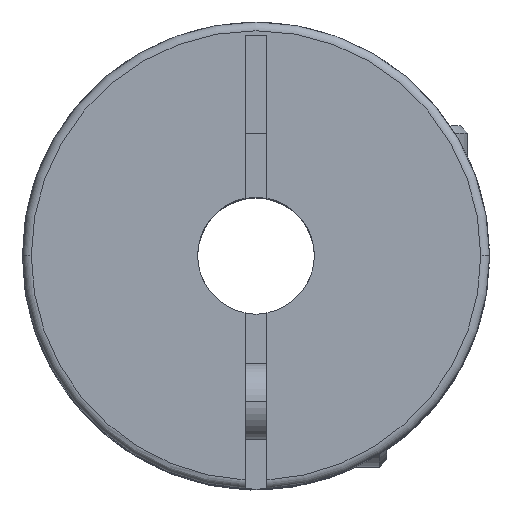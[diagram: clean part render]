
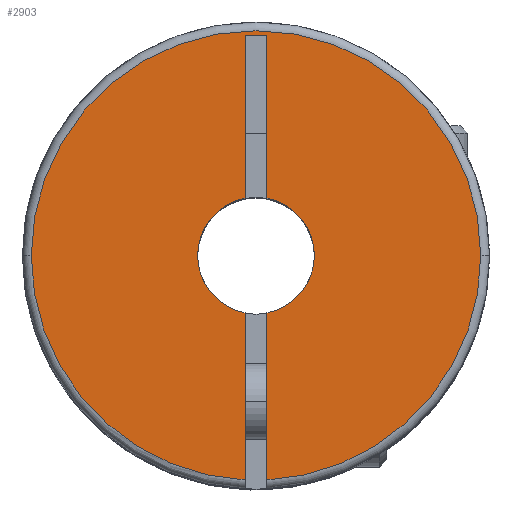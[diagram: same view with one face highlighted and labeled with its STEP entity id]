
A CAD part, top view. The second image highlights one B-rep face of the part: STEP entity #2903.
In plain terms, the highlighted planar face has unit normal (0, 0, 1).
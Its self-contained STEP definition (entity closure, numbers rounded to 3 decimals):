
#72 = DIRECTION ( 'NONE',  ( 0., 0., -1. ) ) ;
#73 = VERTEX_POINT ( 'NONE', #1310 ) ;
#99 = DIRECTION ( 'NONE',  ( -1., 0., 0. ) ) ;
#163 = ORIENTED_EDGE ( 'NONE', *, *, #869, .T. ) ;
#166 = ORIENTED_EDGE ( 'NONE', *, *, #2606, .F. ) ;
#241 = EDGE_CURVE ( 'NONE', #1795, #624, #1525, .T. ) ;
#406 = VERTEX_POINT ( 'NONE', #3326 ) ;
#462 = DIRECTION ( 'NONE',  ( -1., 0., 0. ) ) ;
#508 = ORIENTED_EDGE ( 'NONE', *, *, #2274, .F. ) ;
#565 = CIRCLE ( 'NONE', #2751, 7.7 ) ;
#624 = VERTEX_POINT ( 'NONE', #2341 ) ;
#664 = DIRECTION ( 'NONE',  ( -1., 0., 0. ) ) ;
#687 = VECTOR ( 'NONE', #1092, 1000. ) ;
#712 = DIRECTION ( 'NONE',  ( -1., 0., 0. ) ) ;
#725 = CARTESIAN_POINT ( 'NONE',  ( -0.375, 7.55, 0. ) ) ;
#784 = CARTESIAN_POINT ( 'NONE',  ( 0.375, 7.55, 0. ) ) ;
#838 = DIRECTION ( 'NONE',  ( -1., 0., 0. ) ) ;
#846 = VERTEX_POINT ( 'NONE', #1096 ) ;
#869 = EDGE_CURVE ( 'NONE', #1795, #73, #1732, .T. ) ;
#906 = ORIENTED_EDGE ( 'NONE', *, *, #2450, .F. ) ;
#981 = LINE ( 'NONE', #725, #1168 ) ;
#1092 = DIRECTION ( 'NONE',  ( -1., 0., 0. ) ) ;
#1096 = CARTESIAN_POINT ( 'NONE',  ( 0.375, -7.691, 0. ) ) ;
#1129 = AXIS2_PLACEMENT_3D ( 'NONE', #3167, #1654, #2520 ) ;
#1143 = FACE_OUTER_BOUND ( 'NONE', #2645, .T. ) ;
#1168 = VECTOR ( 'NONE', #3349, 1000. ) ;
#1232 = EDGE_CURVE ( 'NONE', #846, #73, #3590, .T. ) ;
#1245 = AXIS2_PLACEMENT_3D ( 'NONE', #1756, #3848, #838 ) ;
#1310 = CARTESIAN_POINT ( 'NONE',  ( 0.375, -1.965, 0. ) ) ;
#1315 = DIRECTION ( 'NONE',  ( 0., 0., -1. ) ) ;
#1320 = CARTESIAN_POINT ( 'NONE',  ( -7.7, 0., 0. ) ) ;
#1322 = AXIS2_PLACEMENT_3D ( 'NONE', #3623, #72, #664 ) ;
#1371 = ORIENTED_EDGE ( 'NONE', *, *, #3328, .T. ) ;
#1439 = EDGE_CURVE ( 'NONE', #1748, #2890, #3307, .T. ) ;
#1471 = CARTESIAN_POINT ( 'NONE',  ( -0.375, -1.965, 0. ) ) ;
#1481 = VECTOR ( 'NONE', #2049, 1000. ) ;
#1487 = AXIS2_PLACEMENT_3D ( 'NONE', #3083, #2137, #712 ) ;
#1505 = DIRECTION ( 'NONE',  ( 0., 1., 0. ) ) ;
#1525 = LINE ( 'NONE', #3566, #1481 ) ;
#1627 = ORIENTED_EDGE ( 'NONE', *, *, #1232, .F. ) ;
#1654 = DIRECTION ( 'NONE',  ( 0., 0., -1. ) ) ;
#1684 = CARTESIAN_POINT ( 'NONE',  ( 0., 0., 0. ) ) ;
#1732 = CIRCLE ( 'NONE', #2366, 2. ) ;
#1748 = VERTEX_POINT ( 'NONE', #3642 ) ;
#1756 = CARTESIAN_POINT ( 'NONE',  ( 0., 0., 0. ) ) ;
#1795 = VERTEX_POINT ( 'NONE', #3718 ) ;
#1833 = ORIENTED_EDGE ( 'NONE', *, *, #1439, .F. ) ;
#1987 = VECTOR ( 'NONE', #1505, 1000. ) ;
#2049 = DIRECTION ( 'NONE',  ( 0., 1., 0. ) ) ;
#2083 = CARTESIAN_POINT ( 'NONE',  ( -2., 0., 0. ) ) ;
#2111 = PLANE ( 'NONE',  #3452 ) ;
#2120 = VECTOR ( 'NONE', #3019, 1000. ) ;
#2121 = VERTEX_POINT ( 'NONE', #2083 ) ;
#2137 = DIRECTION ( 'NONE',  ( 0., 0., -1. ) ) ;
#2167 = VERTEX_POINT ( 'NONE', #3102 ) ;
#2238 = CIRCLE ( 'NONE', #1245, 7.7 ) ;
#2274 = EDGE_CURVE ( 'NONE', #624, #1748, #3433, .T. ) ;
#2341 = CARTESIAN_POINT ( 'NONE',  ( 0.375, 7.55, 0. ) ) ;
#2366 = AXIS2_PLACEMENT_3D ( 'NONE', #1684, #1315, #462 ) ;
#2371 = ORIENTED_EDGE ( 'NONE', *, *, #2677, .F. ) ;
#2385 = CARTESIAN_POINT ( 'NONE',  ( -0.375, 1.965, 0. ) ) ;
#2450 = EDGE_CURVE ( 'NONE', #406, #846, #2238, .T. ) ;
#2452 = CIRCLE ( 'NONE', #1129, 2. ) ;
#2501 = CARTESIAN_POINT ( 'NONE',  ( 0., 0., 0. ) ) ;
#2520 = DIRECTION ( 'NONE',  ( -1., 0., 0. ) ) ;
#2585 = EDGE_CURVE ( 'NONE', #2167, #3035, #565, .T. ) ;
#2606 = EDGE_CURVE ( 'NONE', #3811, #2167, #981, .T. ) ;
#2645 = EDGE_LOOP ( 'NONE', ( #3717, #166, #1371, #3845, #1833, #508, #3205, #163, #1627, #906, #2371 ) ) ;
#2673 = DIRECTION ( 'NONE',  ( 0., -1., 0. ) ) ;
#2677 = EDGE_CURVE ( 'NONE', #3035, #406, #3175, .T. ) ;
#2741 = CARTESIAN_POINT ( 'NONE',  ( -0.375, 7.55, 0. ) ) ;
#2751 = AXIS2_PLACEMENT_3D ( 'NONE', #2501, #3409, #99 ) ;
#2890 = VERTEX_POINT ( 'NONE', #2385 ) ;
#2903 = ADVANCED_FACE ( 'NONE', ( #1143 ), #2111, .F. ) ;
#2931 = CARTESIAN_POINT ( 'NONE',  ( 0., 0., 0. ) ) ;
#3019 = DIRECTION ( 'NONE',  ( 0., -1., 0. ) ) ;
#3035 = VERTEX_POINT ( 'NONE', #1320 ) ;
#3083 = CARTESIAN_POINT ( 'NONE',  ( 0., 0., 0. ) ) ;
#3102 = CARTESIAN_POINT ( 'NONE',  ( -0.375, -7.691, 0. ) ) ;
#3141 = CIRCLE ( 'NONE', #1322, 2. ) ;
#3167 = CARTESIAN_POINT ( 'NONE',  ( 0., 0., 0. ) ) ;
#3175 = CIRCLE ( 'NONE', #1487, 7.7 ) ;
#3205 = ORIENTED_EDGE ( 'NONE', *, *, #241, .F. ) ;
#3307 = LINE ( 'NONE', #2741, #2120 ) ;
#3326 = CARTESIAN_POINT ( 'NONE',  ( 7.7, 0., 0. ) ) ;
#3328 = EDGE_CURVE ( 'NONE', #3811, #2121, #2452, .T. ) ;
#3349 = DIRECTION ( 'NONE',  ( 0., -1., 0. ) ) ;
#3409 = DIRECTION ( 'NONE',  ( 0., 0., -1. ) ) ;
#3433 = LINE ( 'NONE', #784, #687 ) ;
#3452 = AXIS2_PLACEMENT_3D ( 'NONE', #2931, #3883, #2673 ) ;
#3528 = EDGE_CURVE ( 'NONE', #2121, #2890, #3141, .T. ) ;
#3566 = CARTESIAN_POINT ( 'NONE',  ( 0.375, -8., 0. ) ) ;
#3590 = LINE ( 'NONE', #3886, #1987 ) ;
#3623 = CARTESIAN_POINT ( 'NONE',  ( 0., 0., 0. ) ) ;
#3642 = CARTESIAN_POINT ( 'NONE',  ( -0.375, 7.55, 0. ) ) ;
#3717 = ORIENTED_EDGE ( 'NONE', *, *, #2585, .F. ) ;
#3718 = CARTESIAN_POINT ( 'NONE',  ( 0.375, 1.965, 0. ) ) ;
#3811 = VERTEX_POINT ( 'NONE', #1471 ) ;
#3845 = ORIENTED_EDGE ( 'NONE', *, *, #3528, .T. ) ;
#3848 = DIRECTION ( 'NONE',  ( 0., 0., -1. ) ) ;
#3883 = DIRECTION ( 'NONE',  ( 0., 0., -1. ) ) ;
#3886 = CARTESIAN_POINT ( 'NONE',  ( 0.375, -8., 0. ) ) ;
